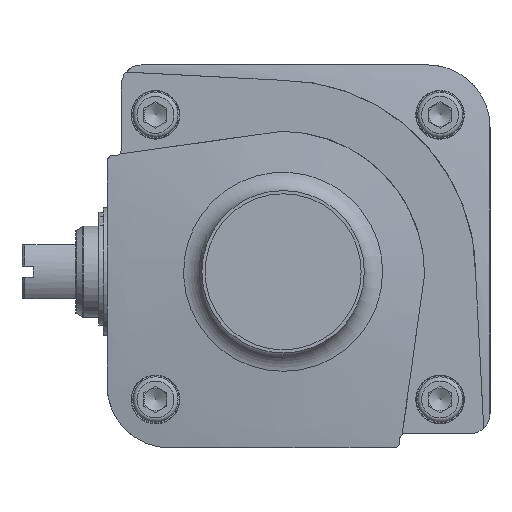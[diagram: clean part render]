
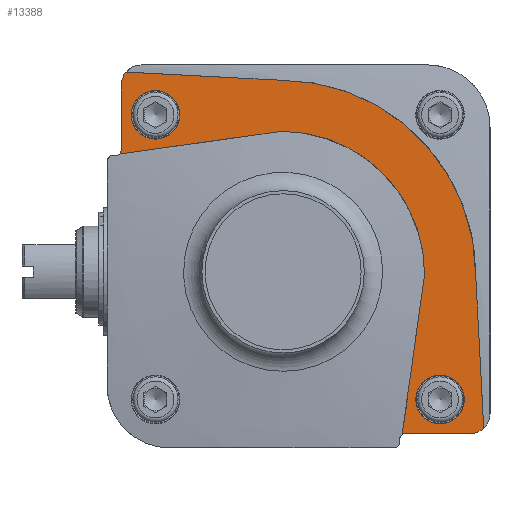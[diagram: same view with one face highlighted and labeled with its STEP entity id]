
A CAD part, left-side view. The second image highlights one B-rep face of the part: STEP entity #13388.
In plain terms, the highlighted planar face has unit normal (-1, 0, 0).
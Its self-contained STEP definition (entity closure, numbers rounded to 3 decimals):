
#63=PLANE('',#14027);
#355=LINE('',#18472,#1073);
#356=LINE('',#18477,#1074);
#357=LINE('',#18481,#1075);
#358=LINE('',#18485,#1076);
#359=LINE('',#18489,#1077);
#360=LINE('',#18493,#1078);
#1073=VECTOR('',#15266,1000.);
#1074=VECTOR('',#15269,1000.);
#1075=VECTOR('',#15272,1000.);
#1076=VECTOR('',#15275,1000.);
#1077=VECTOR('',#15278,1000.);
#1078=VECTOR('',#15281,1000.);
#2304=ORIENTED_EDGE('',*,*,#4972,.T.);
#2305=ORIENTED_EDGE('',*,*,#4973,.T.);
#2306=ORIENTED_EDGE('',*,*,#4974,.F.);
#2307=ORIENTED_EDGE('',*,*,#4975,.F.);
#2308=ORIENTED_EDGE('',*,*,#4976,.F.);
#2309=ORIENTED_EDGE('',*,*,#4977,.T.);
#2310=ORIENTED_EDGE('',*,*,#4978,.T.);
#2311=ORIENTED_EDGE('',*,*,#4979,.F.);
#2312=ORIENTED_EDGE('',*,*,#4980,.F.);
#2313=ORIENTED_EDGE('',*,*,#4981,.T.);
#2314=ORIENTED_EDGE('',*,*,#4982,.F.);
#2315=ORIENTED_EDGE('',*,*,#4983,.F.);
#2316=ORIENTED_EDGE('',*,*,#4984,.F.);
#2317=ORIENTED_EDGE('',*,*,#4947,.F.);
#4947=EDGE_CURVE('',#6289,#6289,#7215,.T.);
#4972=EDGE_CURVE('',#6307,#6308,#355,.T.);
#4973=EDGE_CURVE('',#6308,#6309,#7223,.T.);
#4974=EDGE_CURVE('',#6310,#6309,#356,.T.);
#4975=EDGE_CURVE('',#6311,#6310,#7224,.T.);
#4976=EDGE_CURVE('',#6312,#6311,#357,.T.);
#4977=EDGE_CURVE('',#6312,#6313,#7225,.T.);
#4978=EDGE_CURVE('',#6313,#6314,#358,.T.);
#4979=EDGE_CURVE('',#6315,#6314,#7226,.T.);
#4980=EDGE_CURVE('',#6316,#6315,#359,.T.);
#4981=EDGE_CURVE('',#6316,#6317,#7227,.T.);
#4982=EDGE_CURVE('',#6318,#6317,#360,.T.);
#4983=EDGE_CURVE('',#6307,#6318,#7228,.T.);
#4984=EDGE_CURVE('',#6319,#6319,#7229,.T.);
#6289=VERTEX_POINT('',#18400);
#6307=VERTEX_POINT('',#18473);
#6308=VERTEX_POINT('',#18474);
#6309=VERTEX_POINT('',#18476);
#6310=VERTEX_POINT('',#18478);
#6311=VERTEX_POINT('',#18480);
#6312=VERTEX_POINT('',#18482);
#6313=VERTEX_POINT('',#18484);
#6314=VERTEX_POINT('',#18486);
#6315=VERTEX_POINT('',#18488);
#6316=VERTEX_POINT('',#18490);
#6317=VERTEX_POINT('',#18492);
#6318=VERTEX_POINT('',#18494);
#6319=VERTEX_POINT('',#18497);
#7215=CIRCLE('',#14012,8.552);
#7223=CIRCLE('',#14028,7.05);
#7224=CIRCLE('',#14029,68.5);
#7225=CIRCLE('',#14030,7.05);
#7226=CIRCLE('',#14031,2.);
#7227=CIRCLE('',#14032,50.5);
#7228=CIRCLE('',#14033,2.2);
#7229=CIRCLE('',#14034,8.552);
#7746=EDGE_LOOP('',(#2304,#2305,#2306,#2307,#2308,#2309,#2310,#2311,#2312,
#2313,#2314,#2315));
#7747=EDGE_LOOP('',(#2316));
#7748=EDGE_LOOP('',(#2317));
#8503=FACE_BOUND('',#7746,.T.);
#8504=FACE_BOUND('',#7747,.T.);
#8505=FACE_BOUND('',#7748,.T.);
#13388=ADVANCED_FACE('',(#8503,#8504,#8505),#63,.F.);
#14012=AXIS2_PLACEMENT_3D('',#18399,#15220,#15221);
#14027=AXIS2_PLACEMENT_3D('',#18471,#15264,#15265);
#14028=AXIS2_PLACEMENT_3D('',#18475,#15267,#15268);
#14029=AXIS2_PLACEMENT_3D('',#18479,#15270,#15271);
#14030=AXIS2_PLACEMENT_3D('',#18483,#15273,#15274);
#14031=AXIS2_PLACEMENT_3D('',#18487,#15276,#15277);
#14032=AXIS2_PLACEMENT_3D('',#18491,#15279,#15280);
#14033=AXIS2_PLACEMENT_3D('',#18495,#15282,#15283);
#14034=AXIS2_PLACEMENT_3D('',#18496,#15284,#15285);
#15220=DIRECTION('',(-1.,0.,0.));
#15221=DIRECTION('',(0.,0.,-1.));
#15264=DIRECTION('',(1.,0.,0.));
#15265=DIRECTION('',(0.,1.,0.));
#15266=DIRECTION('',(0.,-1.,0.));
#15267=DIRECTION('',(-1.,0.,0.));
#15268=DIRECTION('',(0.,0.,-1.));
#15269=DIRECTION('',(0.,-0.052,-0.999));
#15270=DIRECTION('',(1.,0.,0.));
#15271=DIRECTION('',(0.,0.,-1.));
#15272=DIRECTION('',(0.,-0.999,-0.052));
#15273=DIRECTION('',(-1.,0.,0.));
#15274=DIRECTION('',(0.,0.,-1.));
#15275=DIRECTION('',(0.,0.,-1.));
#15276=DIRECTION('',(-1.,0.,0.));
#15277=DIRECTION('',(0.,0.,-1.));
#15278=DIRECTION('',(0.,0.99,-0.139));
#15279=DIRECTION('',(1.,0.,0.));
#15280=DIRECTION('',(0.,0.,-1.));
#15281=DIRECTION('',(0.,-0.139,0.99));
#15282=DIRECTION('',(-1.,0.,0.));
#15283=DIRECTION('',(0.,0.,-1.));
#15284=DIRECTION('',(-1.,0.,0.));
#15285=DIRECTION('',(0.,0.,-1.));
#18399=CARTESIAN_POINT('',(-232.,45.,55.3));
#18400=CARTESIAN_POINT('',(-232.,45.,46.748));
#18471=CARTESIAN_POINT('',(-232.,0.65,-1.));
#18472=CARTESIAN_POINT('',(-232.,-65.85,-57.));
#18473=CARTESIAN_POINT('',(-232.,-43.2,-57.));
#18474=CARTESIAN_POINT('',(-232.,-65.85,-57.));
#18475=CARTESIAN_POINT('',(-232.,-65.85,-49.95));
#18476=CARTESIAN_POINT('',(-232.,-70.684,-55.081));
#18477=CARTESIAN_POINT('',(-232.,-67.85,-1.));
#18478=CARTESIAN_POINT('',(-232.,-67.85,-1.));
#18479=CARTESIAN_POINT('',(-232.,0.65,-1.));
#18480=CARTESIAN_POINT('',(-232.,0.65,67.5));
#18481=CARTESIAN_POINT('',(-232.,100.,72.707));
#18482=CARTESIAN_POINT('',(-232.,55.363,70.367));
#18483=CARTESIAN_POINT('',(-232.,49.95,65.85));
#18484=CARTESIAN_POINT('',(-232.,57.,65.85));
#18485=CARTESIAN_POINT('',(-232.,57.,43.));
#18486=CARTESIAN_POINT('',(-232.,57.,43.));
#18487=CARTESIAN_POINT('',(-232.,59.,43.));
#18488=CARTESIAN_POINT('',(-232.,57.697,41.483));
#18489=CARTESIAN_POINT('',(-232.,0.65,49.5));
#18490=CARTESIAN_POINT('',(-232.,0.65,49.5));
#18491=CARTESIAN_POINT('',(-232.,0.65,-1.));
#18492=CARTESIAN_POINT('',(-232.,-49.85,-1.));
#18493=CARTESIAN_POINT('',(-232.,-35.936,-100.));
#18494=CARTESIAN_POINT('',(-232.,-41.922,-57.409));
#18495=CARTESIAN_POINT('',(-232.,-43.2,-59.2));
#18496=CARTESIAN_POINT('',(-232.,-55.3,-45.));
#18497=CARTESIAN_POINT('',(-232.,-55.3,-53.552));
